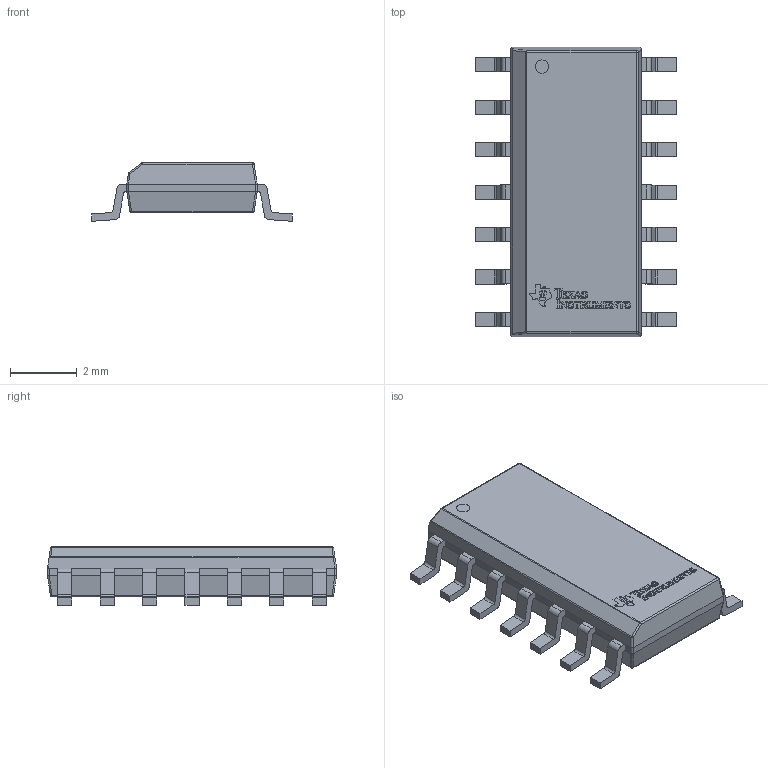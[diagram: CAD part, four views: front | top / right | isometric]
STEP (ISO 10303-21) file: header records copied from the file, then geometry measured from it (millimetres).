
FILE_DESCRIPTION(/* description */ (''),/* implementation_level */ '2;1');
FILE_NAME(/* name */ 'Soic14.stp',/* time_stamp */ '2019-08-29T17:08:11+02:00',/* author */ ('khaled'),/* organization */ (''),/* preprocessor_version */ 'ST-DEVELOPER v17.2',/* originating_system */ 'Autodesk Inventor 2019',/* authorisation */ '');
FILE_SCHEMA (('AUTOMOTIVE_DESIGN { 1 0 10303 214 3 1 1 }'));
Length unit declared in the file: millimetre
Products named in the file (6): max_Tsop16; IC_BODY; circle; IC_LEG; IC_LEG_MIR8; Texas Instruments
Assembly tree (17 placements, depth 2):
  max_Tsop16
    IC_BODY
    circle
    IC_LEG  x7
    IC_LEG_MIR8  x7
    Texas Instruments
Bounding box: 6 x 8.65 x 1.75 mm (x, y, z)
Volume: 50.9 mm3; surface area: 134.2 mm2
Topology: 34 solids, 34 shells, 665 faces, 1764 edges, 1167 vertices
Faces by surface type: plane 411, bspline 166, cylinder 79, sphere 9
Full cylindrical faces by diameter (mm): 0.4 x1
Entity records: 16708 total; most frequent: CARTESIAN_POINT 5001, ORIENTED_EDGE 2664, DIRECTION 1794, EDGE_CURVE 1332, LINE 930, VECTOR 930, VERTEX_POINT 879, EDGE_LOOP 501
